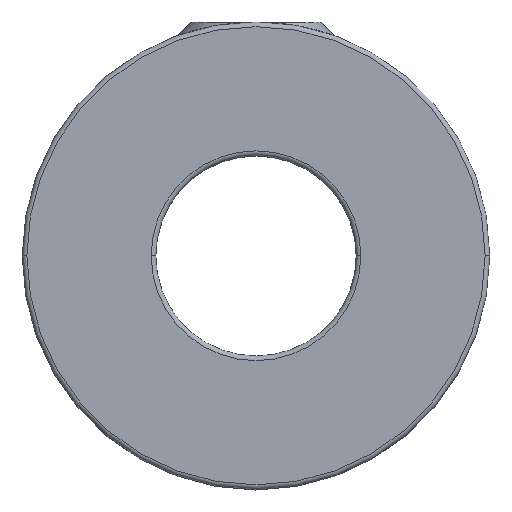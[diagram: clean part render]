
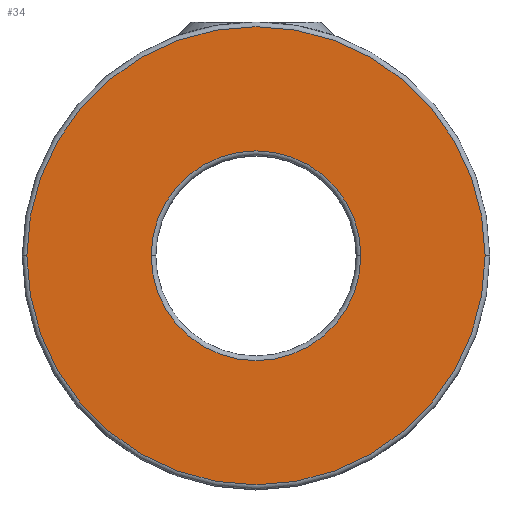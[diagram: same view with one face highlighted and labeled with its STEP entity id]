
A CAD part, top view. The second image highlights one B-rep face of the part: STEP entity #34.
In plain terms, the highlighted planar face has unit normal (0, 0, 1).
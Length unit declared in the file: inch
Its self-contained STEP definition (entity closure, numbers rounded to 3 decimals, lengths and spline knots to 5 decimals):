
#34 = ADVANCED_FACE ( 'NONE', ( #972, #952 ), #509, .T. ) ;
#53 = EDGE_CURVE ( 'NONE', #527, #553, #785, .T. ) ;
#89 = EDGE_CURVE ( 'NONE', #537, #552, #767, .T. ) ;
#219 = DIRECTION ( 'NONE',  ( 1., 0., 0. ) ) ;
#223 = DIRECTION ( 'NONE',  ( 0., 0., -1. ) ) ;
#257 = DIRECTION ( 'NONE',  ( 1., 0., 0. ) ) ;
#258 = DIRECTION ( 'NONE',  ( 0., 0., 1. ) ) ;
#259 = CARTESIAN_POINT ( 'NONE',  ( 0., 0., 0.125 ) ) ;
#276 = CARTESIAN_POINT ( 'NONE',  ( 0., 0., 0.125 ) ) ;
#312 = DIRECTION ( 'NONE',  ( 1., 0., 0. ) ) ;
#314 = DIRECTION ( 'NONE',  ( 0., 0., -1. ) ) ;
#316 = CARTESIAN_POINT ( 'NONE',  ( 0., 0., 0.125 ) ) ;
#341 = CARTESIAN_POINT ( 'NONE',  ( -0.21437, 0., 0.125 ) ) ;
#342 = CARTESIAN_POINT ( 'NONE',  ( 0.09813, 0., 0.125 ) ) ;
#355 = CARTESIAN_POINT ( 'NONE',  ( -0.09813, 0., 0.125 ) ) ;
#363 = CARTESIAN_POINT ( 'NONE',  ( 0.21437, 0., 0.125 ) ) ;
#401 = DIRECTION ( 'NONE',  ( 1., 0., 0. ) ) ;
#454 = DIRECTION ( 'NONE',  ( 0., 0., 1. ) ) ;
#468 = AXIS2_PLACEMENT_3D ( 'NONE', #259, #258, #257 ) ;
#491 = DIRECTION ( 'NONE',  ( 1., 0., 0. ) ) ;
#493 = DIRECTION ( 'NONE',  ( 0., 0., 1. ) ) ;
#494 = AXIS2_PLACEMENT_3D ( 'NONE', #495, #493, #491 ) ;
#495 = CARTESIAN_POINT ( 'NONE',  ( 0., 0., 0.125 ) ) ;
#500 = AXIS2_PLACEMENT_3D ( 'NONE', #276, #223, #219 ) ;
#503 = AXIS2_PLACEMENT_3D ( 'NONE', #316, #314, #312 ) ;
#507 = CARTESIAN_POINT ( 'NONE',  ( 0., 0., 0.125 ) ) ;
#509 = PLANE ( 'NONE',  #1092 ) ;
#527 = VERTEX_POINT ( 'NONE', #363 ) ;
#537 = VERTEX_POINT ( 'NONE', #355 ) ;
#552 = VERTEX_POINT ( 'NONE', #342 ) ;
#553 = VERTEX_POINT ( 'NONE', #341 ) ;
#691 = EDGE_LOOP ( 'NONE', ( #899, #812 ) ) ;
#728 = CIRCLE ( 'NONE', #468, 0.21437 ) ;
#741 = CIRCLE ( 'NONE', #503, 0.09813 ) ;
#744 = EDGE_LOOP ( 'NONE', ( #898, #901 ) ) ;
#767 = CIRCLE ( 'NONE', #500, 0.09813 ) ;
#785 = CIRCLE ( 'NONE', #494, 0.21437 ) ;
#812 = ORIENTED_EDGE ( 'NONE', *, *, #1042, .T. ) ;
#898 = ORIENTED_EDGE ( 'NONE', *, *, #1035, .T. ) ;
#899 = ORIENTED_EDGE ( 'NONE', *, *, #53, .T. ) ;
#901 = ORIENTED_EDGE ( 'NONE', *, *, #89, .T. ) ;
#952 = FACE_OUTER_BOUND ( 'NONE', #691, .T. ) ;
#972 = FACE_BOUND ( 'NONE', #744, .T. ) ;
#1035 = EDGE_CURVE ( 'NONE', #552, #537, #741, .T. ) ;
#1042 = EDGE_CURVE ( 'NONE', #553, #527, #728, .T. ) ;
#1092 = AXIS2_PLACEMENT_3D ( 'NONE', #507, #454, #401 ) ;
